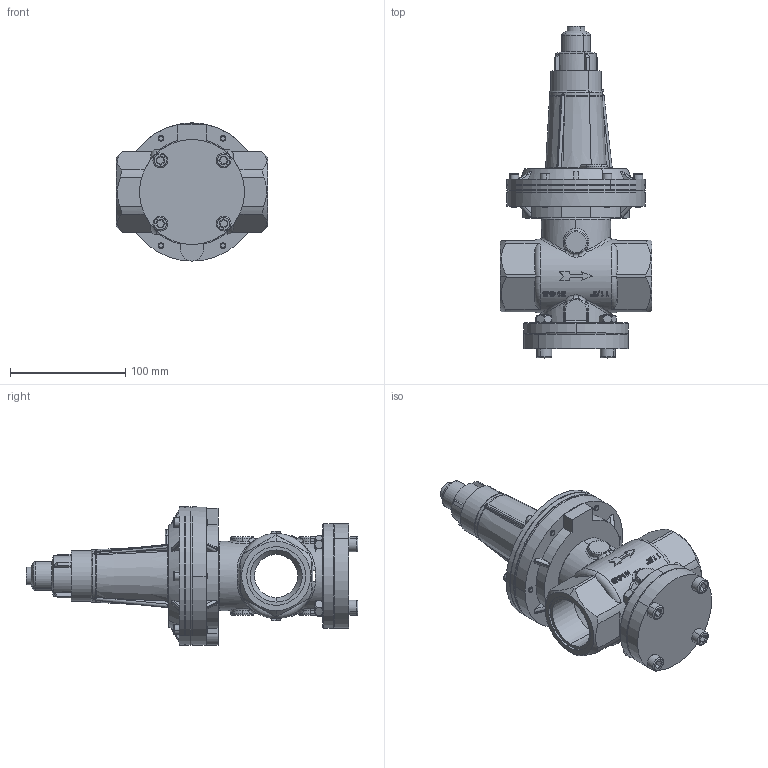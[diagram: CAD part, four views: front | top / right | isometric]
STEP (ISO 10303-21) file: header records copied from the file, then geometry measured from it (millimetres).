
FILE_DESCRIPTION (( 'STEP AP203' ), '1' );
FILE_NAME ('SL40 AP.STEP', '2023-10-20T14:04:27', ( '' ), ( '' ), 'SwSTEP 2.0', 'SolidWorks 2018', '' );
FILE_SCHEMA (( 'CONFIG_CONTROL_DESIGN' ));
Products named in the file (1): SL40 AP
Bounding box: 132 x 288.4 x 120 mm (x, y, z)
Surface area: 146418.5 mm2 (no closed solid volume)
Topology: 0 solids, 32 shells, 805 faces, 2398 edges, 1593 vertices
Faces by surface type: plane 318, cylinder 169, bspline 152, cone 83, torus 56, sphere 27
Entity records: 40307 total; most frequent: CARTESIAN_POINT 20409, ORIENTED_EDGE 4194, DIRECTION 3645, EDGE_CURVE 2393, VERTEX_POINT 1593, AXIS2_PLACEMENT_3D 1384, EDGE_LOOP 914, VECTOR 877
